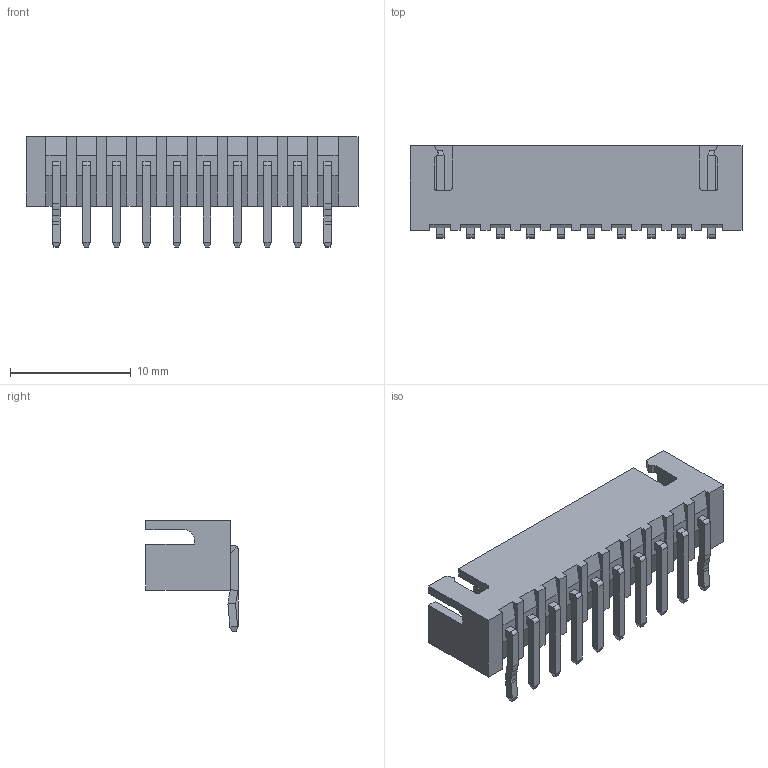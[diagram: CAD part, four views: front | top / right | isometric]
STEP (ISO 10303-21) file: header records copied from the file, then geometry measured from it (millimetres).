
FILE_DESCRIPTION (( 'STEP AP203' ), '1' );
FILE_NAME ('14K-510-421-AA1.STEP', '2024-02-23T18:01:08', ( '' ), ( '' ), 'SwSTEP 2.0', 'SolidWorks 2023', '' );
FILE_SCHEMA (( 'CONFIG_CONTROL_DESIGN' ));
Length unit declared in the file: millimetre
Products named in the file (4): 14K Series Pin_21; 14K Series Pin_16; 14K-510-421-AA1; 14K Series Pin Header Insulator_510
Assembly tree (11 placements, depth 2):
  14K-510-421-AA1
    14K Series Pin Header Insulator_510
    14K Series Pin_21  x2
    14K Series Pin_16  x8
Bounding box: 27.5 x 7.64 x 9.17 mm (x, y, z)
Volume: 527.4 mm3; surface area: 1489.4 mm2
Topology: 11 solids, 11 shells, 388 faces, 1018 edges, 652 vertices
Faces by surface type: plane 347, cylinder 41
Entity records: 7020 total; most frequent: CARTESIAN_POINT 1140, ORIENTED_EDGE 1120, DIRECTION 1038, EDGE_CURVE 560, LINE 506, VECTOR 506, VERTEX_POINT 368, AXIS2_PLACEMENT_3D 266
